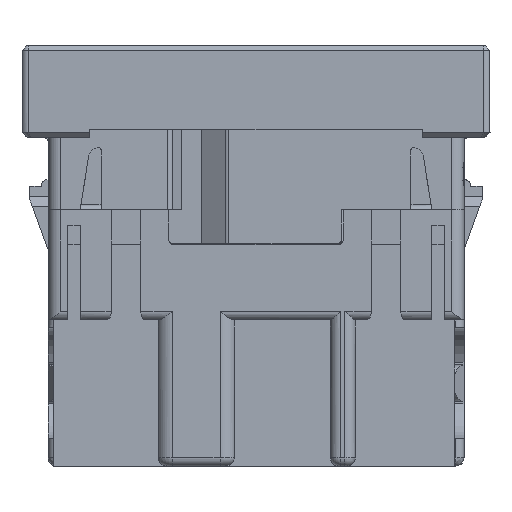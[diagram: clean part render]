
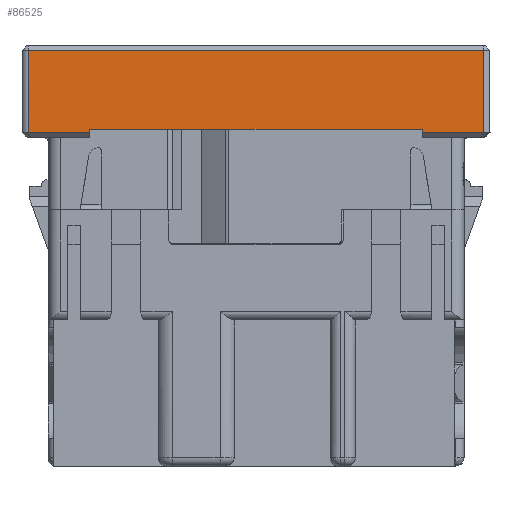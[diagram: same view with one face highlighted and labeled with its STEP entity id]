
A CAD part, left-side view. The second image highlights one B-rep face of the part: STEP entity #86525.
In plain terms, the highlighted planar face has unit normal (-1, 0, 0).
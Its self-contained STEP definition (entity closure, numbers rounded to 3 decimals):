
#2989 = DIRECTION ( 'NONE',  ( 0., 1., 0. ) ) ;
#4023 = ORIENTED_EDGE ( 'NONE', *, *, #53872, .T. ) ;
#6080 = EDGE_CURVE ( 'NONE', #13720, #25104, #68273, .T. ) ;
#7304 = DIRECTION ( 'NONE',  ( -1., 0., 0. ) ) ;
#7402 = VERTEX_POINT ( 'NONE', #67166 ) ;
#8512 = ORIENTED_EDGE ( 'NONE', *, *, #76793, .T. ) ;
#9268 = CARTESIAN_POINT ( 'NONE',  ( 27.247, 65.293, 8.3 ) ) ;
#12395 = EDGE_CURVE ( 'NONE', #69299, #45318, #57692, .T. ) ;
#13720 = VERTEX_POINT ( 'NONE', #47878 ) ;
#15980 = LINE ( 'NONE', #33405, #33571 ) ;
#16709 = ORIENTED_EDGE ( 'NONE', *, *, #42326, .F. ) ;
#19132 = LINE ( 'NONE', #40716, #51957 ) ;
#20281 = LINE ( 'NONE', #59182, #57802 ) ;
#20299 = CARTESIAN_POINT ( 'NONE',  ( 27.247, 65.293, -3.06 ) ) ;
#22311 = VECTOR ( 'NONE', #52100, 1000. ) ;
#24111 = ORIENTED_EDGE ( 'NONE', *, *, #80989, .F. ) ;
#25104 = VERTEX_POINT ( 'NONE', #50205 ) ;
#25396 = VERTEX_POINT ( 'NONE', #91370 ) ;
#27020 = FACE_OUTER_BOUND ( 'NONE', #80328, .T. ) ;
#33325 = VERTEX_POINT ( 'NONE', #50006 ) ;
#33388 = ORIENTED_EDGE ( 'NONE', *, *, #12395, .F. ) ;
#33405 = CARTESIAN_POINT ( 'NONE',  ( 27.247, 27.393, 0. ) ) ;
#33571 = VECTOR ( 'NONE', #48424, 1000. ) ;
#40689 = AXIS2_PLACEMENT_3D ( 'NONE', #97100, #7304, #59821 ) ;
#40716 = CARTESIAN_POINT ( 'NONE',  ( 27.247, 49.293, 0.4 ) ) ;
#41695 = ORIENTED_EDGE ( 'NONE', *, *, #42356, .F. ) ;
#42029 = VECTOR ( 'NONE', #80542, 1000. ) ;
#42326 = EDGE_CURVE ( 'NONE', #45318, #81093, #91758, .T. ) ;
#42356 = EDGE_CURVE ( 'NONE', #33325, #25104, #19132, .T. ) ;
#44551 = LINE ( 'NONE', #89373, #22311 ) ;
#45318 = VERTEX_POINT ( 'NONE', #66073 ) ;
#45952 = VECTOR ( 'NONE', #49633, 1000. ) ;
#47878 = CARTESIAN_POINT ( 'NONE',  ( 27.247, 71.193, 8.3 ) ) ;
#48424 = DIRECTION ( 'NONE',  ( 0., 0., 1. ) ) ;
#49633 = DIRECTION ( 'NONE',  ( 0., 0., -1. ) ) ;
#50006 = CARTESIAN_POINT ( 'NONE',  ( 27.247, 27.393, 0.4 ) ) ;
#50205 = CARTESIAN_POINT ( 'NONE',  ( 27.247, 71.193, 0.4 ) ) ;
#51957 = VECTOR ( 'NONE', #2989, 1000. ) ;
#52100 = DIRECTION ( 'NONE',  ( 0., 1., 0. ) ) ;
#52344 = CARTESIAN_POINT ( 'NONE',  ( 27.247, 33.293, 8. ) ) ;
#53872 = EDGE_CURVE ( 'NONE', #25396, #7402, #44551, .T. ) ;
#55356 = VECTOR ( 'NONE', #80299, 1000. ) ;
#57692 = LINE ( 'NONE', #20299, #55356 ) ;
#57802 = VECTOR ( 'NONE', #74255, 1000. ) ;
#58226 = CARTESIAN_POINT ( 'NONE',  ( 27.247, 33.293, -3.06 ) ) ;
#59182 = CARTESIAN_POINT ( 'NONE',  ( 27.247, 26.793, 8.3 ) ) ;
#59821 = DIRECTION ( 'NONE',  ( 0., 0., 1. ) ) ;
#62999 = DIRECTION ( 'NONE',  ( 0., -1., 0. ) ) ;
#66073 = CARTESIAN_POINT ( 'NONE',  ( 27.247, 65.293, 8. ) ) ;
#67036 = PLANE ( 'NONE',  #40689 ) ;
#67166 = CARTESIAN_POINT ( 'NONE',  ( 27.247, 33.293, 8.3 ) ) ;
#68273 = LINE ( 'NONE', #94487, #45952 ) ;
#69299 = VERTEX_POINT ( 'NONE', #9268 ) ;
#71904 = VECTOR ( 'NONE', #62999, 1000. ) ;
#73898 = ORIENTED_EDGE ( 'NONE', *, *, #6080, .T. ) ;
#74255 = DIRECTION ( 'NONE',  ( 0., 1., 0. ) ) ;
#76793 = EDGE_CURVE ( 'NONE', #33325, #25396, #15980, .T. ) ;
#80299 = DIRECTION ( 'NONE',  ( 0., 0., -1. ) ) ;
#80328 = EDGE_LOOP ( 'NONE', ( #73898, #41695, #8512, #4023, #24111, #16709, #33388, #92681 ) ) ;
#80542 = DIRECTION ( 'NONE',  ( 0., 0., 1. ) ) ;
#80989 = EDGE_CURVE ( 'NONE', #81093, #7402, #84243, .T. ) ;
#81093 = VERTEX_POINT ( 'NONE', #52344 ) ;
#84243 = LINE ( 'NONE', #58226, #42029 ) ;
#86525 = ADVANCED_FACE ( 'NONE', ( #27020 ), #67036, .T. ) ;
#89373 = CARTESIAN_POINT ( 'NONE',  ( 27.247, 26.793, 8.3 ) ) ;
#91370 = CARTESIAN_POINT ( 'NONE',  ( 27.247, 27.393, 8.3 ) ) ;
#91758 = LINE ( 'NONE', #92760, #71904 ) ;
#92681 = ORIENTED_EDGE ( 'NONE', *, *, #96106, .T. ) ;
#92760 = CARTESIAN_POINT ( 'NONE',  ( 27.247, 65.369, 8. ) ) ;
#94487 = CARTESIAN_POINT ( 'NONE',  ( 27.247, 71.193, 0. ) ) ;
#96106 = EDGE_CURVE ( 'NONE', #69299, #13720, #20281, .T. ) ;
#97100 = CARTESIAN_POINT ( 'NONE',  ( 27.247, 26.793, 0. ) ) ;
